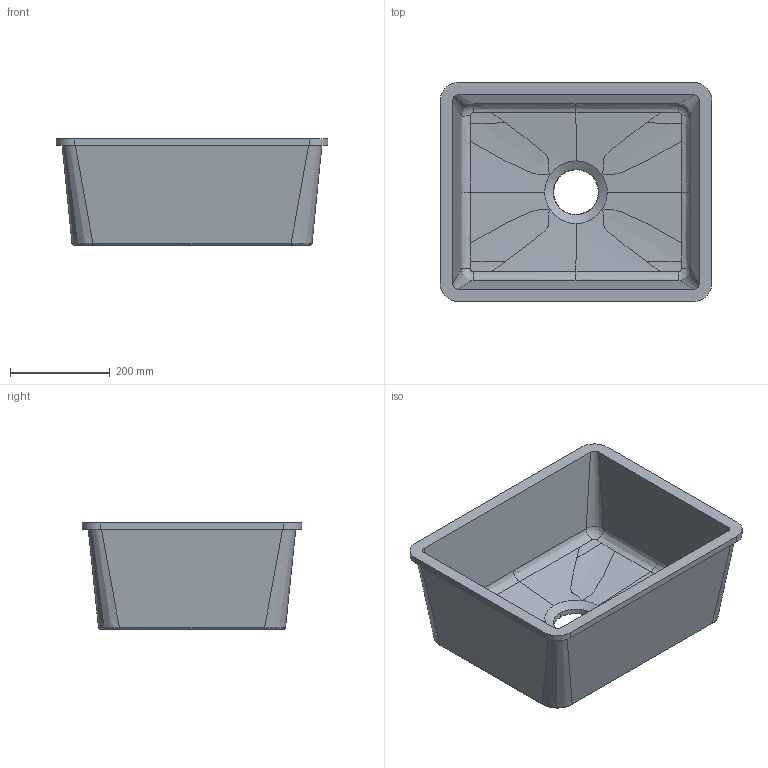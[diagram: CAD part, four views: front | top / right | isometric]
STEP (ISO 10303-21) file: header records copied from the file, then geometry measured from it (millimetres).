
FILE_DESCRIPTION(/* description */ (''),/* implementation_level */ '2;1');
FILE_NAME(/* name */ 'Spuele_3310_Subway_60.stp',/* time_stamp */ '2019-02-27T08:15:18+01:00',/* author */ (''),/* organization */ (''),/* preprocessor_version */ 'ST-DEVELOPER v16',/* originating_system */ 'SIEMENS PLM Software NX 10.0',/* authorisation */ '');
FILE_SCHEMA (('AUTOMOTIVE_DESIGN { 1 0 10303 214 3 1 1 1 }'));
Length unit declared in the file: millimetre
Products named in the file (1): Sier2248772Cklri
Bounding box: 545 x 440 x 213 mm (x, y, z)
Volume: 9579359.5 mm3; surface area: 1066520.2 mm2
Topology: 1 solids, 1 shells, 70 faces, 190 edges, 119 vertices
Faces by surface type: bspline 45, plane 14, cylinder 8, cone 3
Entity records: 16763 total; most frequent: CARTESIAN_POINT 15430, ORIENTED_EDGE 368, EDGE_CURVE 184, B_SPLINE_CURVE_WITH_KNOTS 141, VERTEX_POINT 118, DIRECTION 104, EDGE_LOOP 74, ADVANCED_FACE 70
